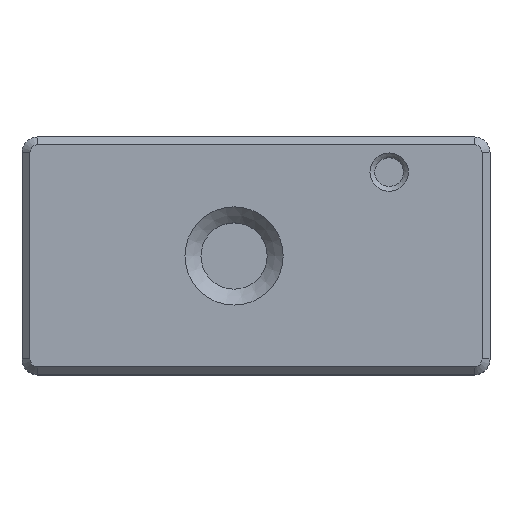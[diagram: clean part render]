
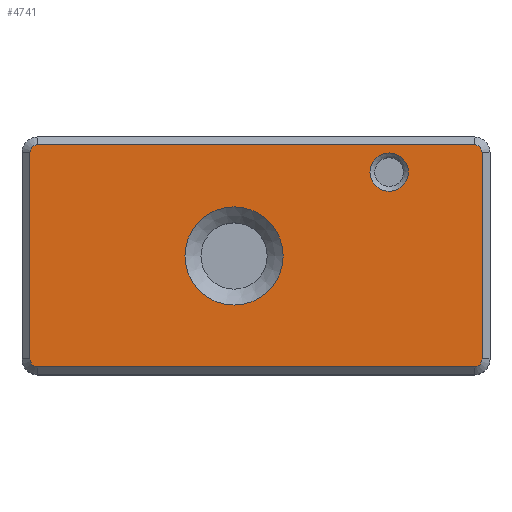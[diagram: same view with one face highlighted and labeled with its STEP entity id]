
A CAD part, top view. The second image highlights one B-rep face of the part: STEP entity #4741.
In plain terms, the highlighted planar face has unit normal (0, 0, 1).
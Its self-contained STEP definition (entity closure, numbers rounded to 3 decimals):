
#4696 = VERTEX_POINT('',#4697);
#4697 = CARTESIAN_POINT('',(26.32,25.,
    34.24));
#4713 = EDGE_CURVE('',#4696,#4696,#4714,.T.);
#4714 = CIRCLE('',#4715,2.4);
#4715 = AXIS2_PLACEMENT_3D('',#4716,#4717,#4718);
#4716 = CARTESIAN_POINT('',(28.72,25.,34.24));
#4717 = DIRECTION('',(0.,-0.,1.));
#4718 = DIRECTION('',(1.,0.,0.));
#4741 = ADVANCED_FACE('',(#4742,#4812,#4823),#4826,.T.);
#4742 = FACE_BOUND('',#4743,.T.);
#4743 = EDGE_LOOP('',(#4744,#4754,#4763,#4771,#4780,#4788,#4797,#4805));
#4744 = ORIENTED_EDGE('',*,*,#4745,.F.);
#4745 = EDGE_CURVE('',#4746,#4748,#4750,.T.);
#4746 = VERTEX_POINT('',#4747);
#4747 = CARTESIAN_POINT('',(-15.291,28.412,
    34.24));
#4748 = VERTEX_POINT('',#4749);
#4749 = CARTESIAN_POINT('',(39.36,28.412,34.24));
#4750 = LINE('',#4751,#4752);
#4751 = CARTESIAN_POINT('',(26.697,28.412,
    34.24));
#4752 = VECTOR('',#4753,1.);
#4753 = DIRECTION('',(1.,0.,0.));
#4754 = ORIENTED_EDGE('',*,*,#4755,.F.);
#4755 = EDGE_CURVE('',#4756,#4746,#4758,.T.);
#4756 = VERTEX_POINT('',#4757);
#4757 = CARTESIAN_POINT('',(-16.291,27.412,
    34.24));
#4758 = CIRCLE('',#4759,1.);
#4759 = AXIS2_PLACEMENT_3D('',#4760,#4761,#4762);
#4760 = CARTESIAN_POINT('',(-15.291,27.412,
    34.24));
#4761 = DIRECTION('',(0.,0.,-1.));
#4762 = DIRECTION('',(-0.707,0.707,0.));
#4763 = ORIENTED_EDGE('',*,*,#4764,.F.);
#4764 = EDGE_CURVE('',#4765,#4756,#4767,.T.);
#4765 = VERTEX_POINT('',#4766);
#4766 = CARTESIAN_POINT('',(-16.291,1.588,
    34.24));
#4767 = LINE('',#4768,#4769);
#4768 = CARTESIAN_POINT('',(-16.291,21.956,
    34.24));
#4769 = VECTOR('',#4770,1.);
#4770 = DIRECTION('',(0.,1.,0.));
#4771 = ORIENTED_EDGE('',*,*,#4772,.F.);
#4772 = EDGE_CURVE('',#4773,#4765,#4775,.T.);
#4773 = VERTEX_POINT('',#4774);
#4774 = CARTESIAN_POINT('',(-15.291,0.588,
    34.24));
#4775 = CIRCLE('',#4776,1.);
#4776 = AXIS2_PLACEMENT_3D('',#4777,#4778,#4779);
#4777 = CARTESIAN_POINT('',(-15.291,1.588,
    34.24));
#4778 = DIRECTION('',(0.,0.,-1.));
#4779 = DIRECTION('',(-0.707,-0.707,-0.));
#4780 = ORIENTED_EDGE('',*,*,#4781,.F.);
#4781 = EDGE_CURVE('',#4782,#4773,#4784,.T.);
#4782 = VERTEX_POINT('',#4783);
#4783 = CARTESIAN_POINT('',(39.36,0.588,34.24));
#4784 = LINE('',#4785,#4786);
#4785 = CARTESIAN_POINT('',(-2.628,0.588,
    34.24));
#4786 = VECTOR('',#4787,1.);
#4787 = DIRECTION('',(-1.,0.,0.));
#4788 = ORIENTED_EDGE('',*,*,#4789,.F.);
#4789 = EDGE_CURVE('',#4790,#4782,#4792,.T.);
#4790 = VERTEX_POINT('',#4791);
#4791 = CARTESIAN_POINT('',(40.36,1.588,34.24));
#4792 = CIRCLE('',#4793,1.);
#4793 = AXIS2_PLACEMENT_3D('',#4794,#4795,#4796);
#4794 = CARTESIAN_POINT('',(39.36,1.588,34.24));
#4795 = DIRECTION('',(0.,0.,-1.));
#4796 = DIRECTION('',(0.707,-0.707,0.));
#4797 = ORIENTED_EDGE('',*,*,#4798,.F.);
#4798 = EDGE_CURVE('',#4799,#4790,#4801,.T.);
#4799 = VERTEX_POINT('',#4800);
#4800 = CARTESIAN_POINT('',(40.36,27.412,34.24));
#4801 = LINE('',#4802,#4803);
#4802 = CARTESIAN_POINT('',(40.36,7.044,34.24));
#4803 = VECTOR('',#4804,1.);
#4804 = DIRECTION('',(0.,-1.,0.));
#4805 = ORIENTED_EDGE('',*,*,#4806,.F.);
#4806 = EDGE_CURVE('',#4748,#4799,#4807,.T.);
#4807 = CIRCLE('',#4808,1.);
#4808 = AXIS2_PLACEMENT_3D('',#4809,#4810,#4811);
#4809 = CARTESIAN_POINT('',(39.36,27.412,34.24));
#4810 = DIRECTION('',(0.,0.,-1.));
#4811 = DIRECTION('',(0.707,0.707,0.));
#4812 = FACE_BOUND('',#4813,.T.);
#4813 = EDGE_LOOP('',(#4814));
#4814 = ORIENTED_EDGE('',*,*,#4815,.F.);
#4815 = EDGE_CURVE('',#4816,#4816,#4818,.T.);
#4816 = VERTEX_POINT('',#4817);
#4817 = CARTESIAN_POINT('',(15.434,14.487,
    34.24));
#4818 = CIRCLE('',#4819,6.15);
#4819 = AXIS2_PLACEMENT_3D('',#4820,#4821,#4822);
#4820 = CARTESIAN_POINT('',(9.284,14.487,
    34.24));
#4821 = DIRECTION('',(0.,0.,1.));
#4822 = DIRECTION('',(-1.,0.,0.));
#4823 = FACE_BOUND('',#4824,.T.);
#4824 = EDGE_LOOP('',(#4825));
#4825 = ORIENTED_EDGE('',*,*,#4713,.F.);
#4826 = PLANE('',#4827);
#4827 = AXIS2_PLACEMENT_3D('',#4828,#4829,#4830);
#4828 = CARTESIAN_POINT('',(12.034,14.5,
    34.24));
#4829 = DIRECTION('',(0.,0.,1.));
#4830 = DIRECTION('',(1.,0.,0.));
